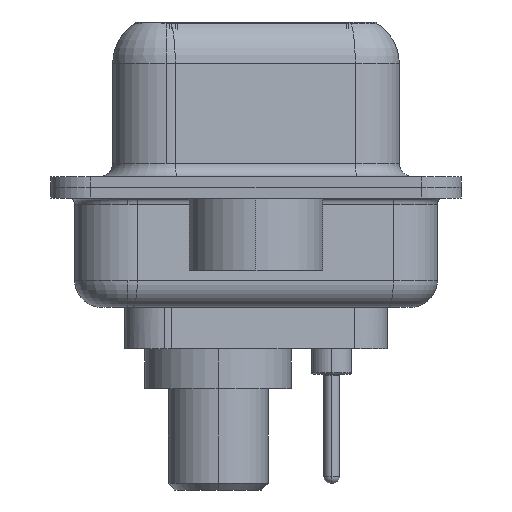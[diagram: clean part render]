
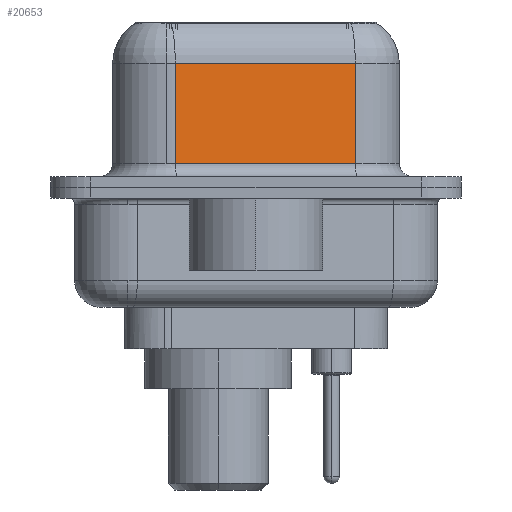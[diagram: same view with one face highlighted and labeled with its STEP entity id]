
A CAD part, left-side view. The second image highlights one B-rep face of the part: STEP entity #20653.
In plain terms, the highlighted planar face has unit normal (-0.985, -0.174, 0).
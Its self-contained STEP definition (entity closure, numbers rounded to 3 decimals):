
#577 = DIRECTION ( 'NONE',  ( 0., 0., -1. ) ) ;
#1880 = CARTESIAN_POINT ( 'NONE',  ( 5.621, -3.722, 4.65 ) ) ;
#3372 = CARTESIAN_POINT ( 'NONE',  ( 5.621, -3.722, 6.4 ) ) ;
#3597 = DIRECTION ( 'NONE',  ( -0.174, 0.985, 0. ) ) ;
#4074 = LINE ( 'NONE', #25805, #29684 ) ;
#4408 = EDGE_CURVE ( 'NONE', #30479, #12728, #21784, .T. ) ;
#5498 = CARTESIAN_POINT ( 'NONE',  ( 5.621, -3.722, 0.9 ) ) ;
#7248 = EDGE_CURVE ( 'NONE', #17097, #12728, #25932, .T. ) ;
#7882 = DIRECTION ( 'NONE',  ( 0.174, -0.985, 0. ) ) ;
#8074 = CARTESIAN_POINT ( 'NONE',  ( 4.43, 3.028, 6.4 ) ) ;
#8230 = DIRECTION ( 'NONE',  ( 0., 0., -1. ) ) ;
#8579 = CARTESIAN_POINT ( 'NONE',  ( 5.621, -3.722, 6.4 ) ) ;
#9122 = FACE_OUTER_BOUND ( 'NONE', #12843, .T. ) ;
#10974 = DIRECTION ( 'NONE',  ( 0.985, 0.174, 0. ) ) ;
#12728 = VERTEX_POINT ( 'NONE', #30665 ) ;
#12843 = EDGE_LOOP ( 'NONE', ( #17634, #32025, #17060, #14690 ) ) ;
#14665 = AXIS2_PLACEMENT_3D ( 'NONE', #8579, #10974, #31162 ) ;
#14690 = ORIENTED_EDGE ( 'NONE', *, *, #4408, .T. ) ;
#15501 = EDGE_CURVE ( 'NONE', #28451, #30479, #16375, .T. ) ;
#16375 = LINE ( 'NONE', #8074, #20250 ) ;
#16435 = CARTESIAN_POINT ( 'NONE',  ( 4.43, 3.028, 4.65 ) ) ;
#17060 = ORIENTED_EDGE ( 'NONE', *, *, #15501, .T. ) ;
#17097 = VERTEX_POINT ( 'NONE', #1880 ) ;
#17634 = ORIENTED_EDGE ( 'NONE', *, *, #7248, .F. ) ;
#18634 = PLANE ( 'NONE',  #14665 ) ;
#19320 = VECTOR ( 'NONE', #8230, 1000. ) ;
#19466 = VECTOR ( 'NONE', #7882, 1000. ) ;
#20250 = VECTOR ( 'NONE', #577, 1000. ) ;
#20653 = ADVANCED_FACE ( 'NONE', ( #9122 ), #18634, .F. ) ;
#21557 = EDGE_CURVE ( 'NONE', #17097, #28451, #4074, .T. ) ;
#21784 = LINE ( 'NONE', #5498, #19466 ) ;
#25805 = CARTESIAN_POINT ( 'NONE',  ( 5.621, -3.722, 4.65 ) ) ;
#25932 = LINE ( 'NONE', #3372, #19320 ) ;
#28451 = VERTEX_POINT ( 'NONE', #16435 ) ;
#29684 = VECTOR ( 'NONE', #3597, 1000. ) ;
#30022 = CARTESIAN_POINT ( 'NONE',  ( 4.43, 3.028, 0.9 ) ) ;
#30479 = VERTEX_POINT ( 'NONE', #30022 ) ;
#30665 = CARTESIAN_POINT ( 'NONE',  ( 5.621, -3.722, 0.9 ) ) ;
#31162 = DIRECTION ( 'NONE',  ( -0.174, 0.985, 0. ) ) ;
#32025 = ORIENTED_EDGE ( 'NONE', *, *, #21557, .T. ) ;
